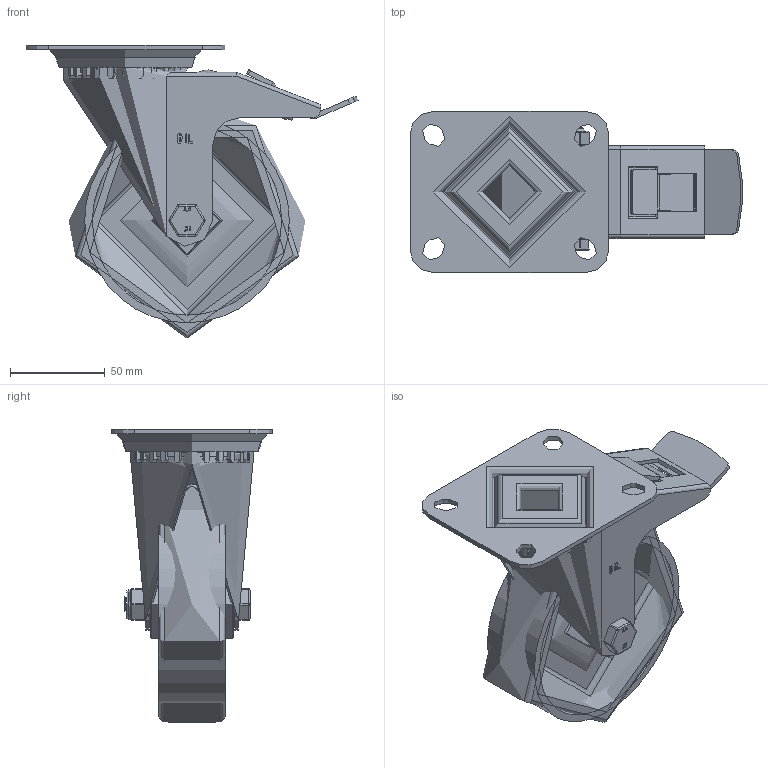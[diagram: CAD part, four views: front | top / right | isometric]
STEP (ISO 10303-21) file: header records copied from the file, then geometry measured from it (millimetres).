
FILE_DESCRIPTION(/* description */ ('','CAx-IF Rec.Pracs.---Representation and Presentation of Product Manufacturing Information (PMI)---4.0---2014-10-13'),/* implementation_level */ '2;1');
FILE_NAME(/* name */ 'BZMM125PNBSWB.step',/* time_stamp */ '2024-12-16T16:07:54Z',/* author */ (''),/* organization */ (''),/* preprocessor_version */ 'ST-DEVELOPER v20',/* originating_system */ 'Autodesk Translation Framework v13.20.0.188',/* authorisation */ '');
FILE_SCHEMA (('AP242_MANAGED_MODEL_BASED_3D_ENGINEERING_MIM_LF { 1 0 10303 442 1 1 4 }'));
Length unit declared in the file: millimetre
Products named in the file (29): BZMM125PNBSWB; BZMM125ASSWB v1; ZINC PLATED, PRESSED STEEL TOP PLATE; ZINC PLATED, PRESSED STEEL FORKS; BEARING SEAL; ZINC PLATED, PRESSED STEEL BRAKE PEDAL; ZINC PLATED, PRESSED STEEL BRAKE PEDAL Geometry; BRAKE BOLT; BRAKE PAD; BRAKE PAD Geometry; BOLT; NUT; BZMM125WPNRB; POLYURETHANE TYRE; NYLON RIM; NYLON RIM Geometry; CAP; ROLLER BEARING; CAGE; Pattern; Component5; TUBEM15X45 v1; ZINC PLATED, STEEL TUBE; HEXBOLTM10X60Z8.8 v2; GRADE 8.8 ZINC PLATED BOLT; NYLOCM10Z v1; NYLOC NUT; RUBBER; NUT (1)
Assembly tree (35 placements, depth 5):
  BZMM125PNBSWB
    BZMM125ASSWB v1
      ZINC PLATED, PRESSED STEEL TOP PLATE
      ZINC PLATED, PRESSED STEEL FORKS
      BEARING SEAL
      ZINC PLATED, PRESSED STEEL BRAKE PEDAL
        ZINC PLATED, PRESSED STEEL BRAKE PEDAL Geometry
        BRAKE BOLT
      BRAKE PAD
        BRAKE PAD Geometry
        BOLT
        NUT
    BZMM125WPNRB
      POLYURETHANE TYRE
      NYLON RIM
        NYLON RIM Geometry
        CAP
      ROLLER BEARING
        CAGE
        Pattern
          Component5  x8
    TUBEM15X45 v1
      ZINC PLATED, STEEL TUBE
    HEXBOLTM10X60Z8.8 v2
      GRADE 8.8 ZINC PLATED BOLT
    NYLOCM10Z v1
      NYLOC NUT
        RUBBER
        NUT (1)
Bounding box: 175.28 x 85 x 154.94 mm (x, y, z)
Volume: 319766.3 mm3; surface area: 169738.2 mm2
Topology: 24 solids, 24 shells, 721 faces, 1856 edges, 1189 vertices
Faces by surface type: plane 387, cylinder 233, bspline 58, sphere 19, torus 18, cone 6
Full cylindrical faces by diameter (mm): 4 x8, 6 x6, 8.141 x19, 9.85 x20, 10 x3, 10.2 x3, 12 x2, 14.95 x1, 15.5 x3, 16 x2, 22.75 x1, 23.5 x1, 25.9 x1, 26 x1, 28 x1, 34 x2, 35.5 x2, 40 x1, 61.5 x1, 65.5 x1, 100 x2, 108 x2
Entity records: 30711 total; most frequent: CARTESIAN_POINT 12704, ORIENTED_EDGE 3664, DIRECTION 3507, EDGE_CURVE 1832, AXIS2_PLACEMENT_3D 1176, VERTEX_POINT 1175, LINE 1155, VECTOR 1155
